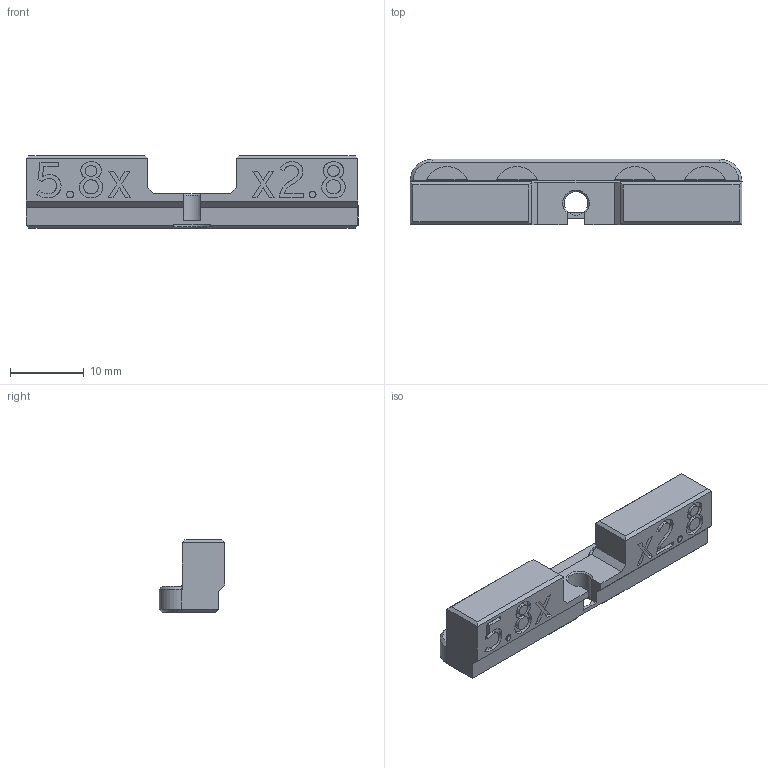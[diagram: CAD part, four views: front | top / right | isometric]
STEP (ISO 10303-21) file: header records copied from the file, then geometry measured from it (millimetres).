
FILE_DESCRIPTION(('FreeCAD Model'),'2;1');
FILE_NAME('Open CASCADE Shape Model','2025-06-17T11:53:14',(''),(''), 'Open CASCADE STEP processor 7.7','FreeCAD','Unknown');
FILE_SCHEMA(('AUTOMOTIVE_DESIGN { 1 0 10303 214 1 1 1 1 }'));
Length unit declared in the file: millimetre
Products named in the file (1): frame_5.8x2.8magnet_3.5mm_door__+mesh
Bounding box: 45 x 8.9 x 9.84 mm (x, y, z)
Volume: 2106.9 mm3; surface area: 1998.2 mm2
Topology: 1 solids, 1 shells, 333 faces, 955 edges, 645 vertices
Faces by surface type: plane 125, cylinder 108, extrusion 88, cone 12
Full cylindrical faces by diameter (mm): 3.2 x1, 6 x4
Entity records: 14727 total; most frequent: CARTESIAN_POINT 6171, ORIENTED_EDGE 1910, DIRECTION 1546, EDGE_CURVE 955, VERTEX_POINT 645, VECTOR 560, AXIS2_PLACEMENT_3D 493, LINE 472
